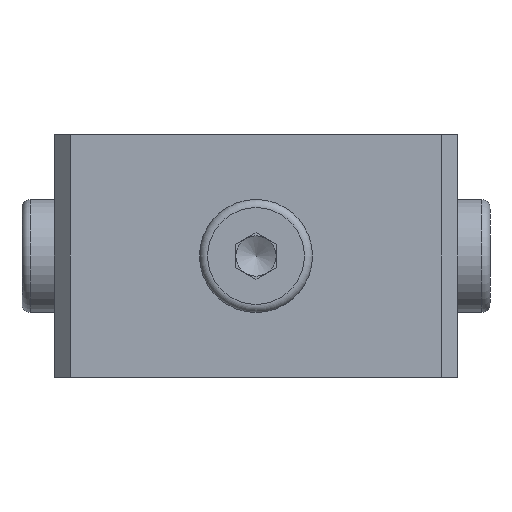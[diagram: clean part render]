
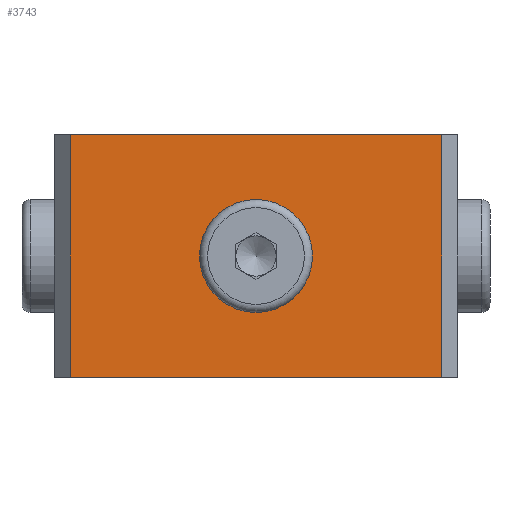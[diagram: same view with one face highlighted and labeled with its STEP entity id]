
A CAD part, front view. The second image highlights one B-rep face of the part: STEP entity #3743.
In plain terms, the highlighted face is planar.
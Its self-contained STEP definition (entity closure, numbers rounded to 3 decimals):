
#155=CIRCLE('',#3994,4.283);
#233=FACE_BOUND('',#743,.T.);
#330=PLANE('',#4036);
#512=FACE_OUTER_BOUND('',#742,.T.);
#742=EDGE_LOOP('',(#3343,#3344,#3345,#3346));
#743=EDGE_LOOP('',(#3347));
#1055=LINE('',#6526,#1386);
#1076=LINE('',#6637,#1407);
#1083=LINE('',#6657,#1414);
#1084=LINE('',#6659,#1415);
#1386=VECTOR('',#4547,10.);
#1407=VECTOR('',#4672,10.);
#1414=VECTOR('',#4693,10.);
#1415=VECTOR('',#4696,10.);
#1841=VERTEX_POINT('',#6523);
#1842=VERTEX_POINT('',#6525);
#1855=VERTEX_POINT('',#6559);
#1879=VERTEX_POINT('',#6634);
#1880=VERTEX_POINT('',#6636);
#2319=EDGE_CURVE('',#1841,#1842,#1055,.T.);
#2334=EDGE_CURVE('',#1855,#1855,#155,.T.);
#2375=EDGE_CURVE('',#1879,#1880,#1076,.T.);
#2386=EDGE_CURVE('',#1842,#1879,#1083,.T.);
#2387=EDGE_CURVE('',#1880,#1841,#1084,.T.);
#3343=ORIENTED_EDGE('',*,*,#2386,.F.);
#3344=ORIENTED_EDGE('',*,*,#2319,.F.);
#3345=ORIENTED_EDGE('',*,*,#2387,.F.);
#3346=ORIENTED_EDGE('',*,*,#2375,.F.);
#3347=ORIENTED_EDGE('',*,*,#2334,.T.);
#3743=ADVANCED_FACE('',(#512,#233),#330,.T.);
#3994=AXIS2_PLACEMENT_3D('',#6560,#4585,#4586);
#4036=AXIS2_PLACEMENT_3D('',#6658,#4694,#4695);
#4547=DIRECTION('',(1.,0.,0.));
#4585=DIRECTION('center_axis',(0.,0.,-1.));
#4586=DIRECTION('ref_axis',(-1.,0.,0.));
#4672=DIRECTION('',(-1.,0.,0.));
#4693=DIRECTION('',(0.,-1.,0.));
#4694=DIRECTION('center_axis',(0.,0.,1.));
#4695=DIRECTION('ref_axis',(1.,0.,0.));
#4696=DIRECTION('',(0.,1.,0.));
#6523=CARTESIAN_POINT('',(-23.,15.,70.));
#6525=CARTESIAN_POINT('',(23.,15.,70.));
#6526=CARTESIAN_POINT('',(-25.,15.,70.));
#6559=CARTESIAN_POINT('',(4.283,0.,70.));
#6560=CARTESIAN_POINT('Origin',(0.,0.,70.));
#6634=CARTESIAN_POINT('',(23.,-15.,70.));
#6636=CARTESIAN_POINT('',(-23.,-15.,70.));
#6637=CARTESIAN_POINT('',(-25.,-15.,70.));
#6657=CARTESIAN_POINT('',(23.,0.,70.));
#6658=CARTESIAN_POINT('Origin',(-25.,0.,70.));
#6659=CARTESIAN_POINT('',(-23.,0.,70.));
